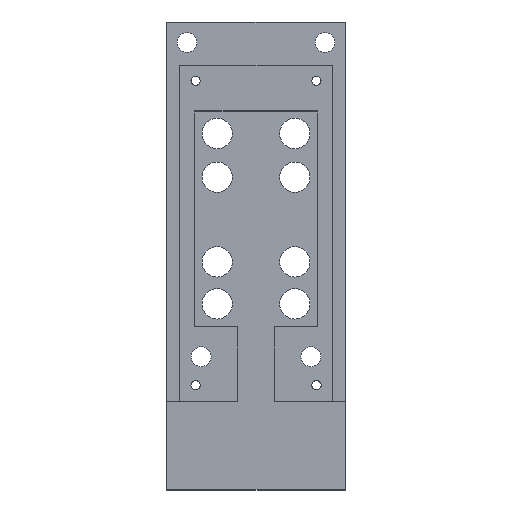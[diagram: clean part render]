
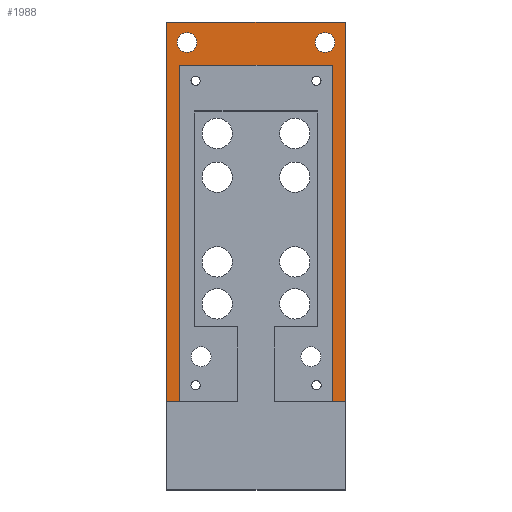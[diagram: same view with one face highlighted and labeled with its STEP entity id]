
A CAD part, top view. The second image highlights one B-rep face of the part: STEP entity #1988.
In plain terms, the highlighted planar face has unit normal (0, 0, 1).
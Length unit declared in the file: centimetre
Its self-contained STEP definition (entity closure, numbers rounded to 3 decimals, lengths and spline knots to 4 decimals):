
#6 = PLANE ( 'NONE',  #1807 ) ;
#82 = CARTESIAN_POINT ( 'NONE',  ( 3.165, 8.02, 0.3 ) ) ;
#139 = LINE ( 'NONE', #1088, #998 ) ;
#163 = CARTESIAN_POINT ( 'NONE',  ( 2.645, 7.67, 0.3 ) ) ;
#164 = ORIENTED_EDGE ( 'NONE', *, *, #313, .T. ) ;
#174 = CARTESIAN_POINT ( 'NONE',  ( 2.815, 7.67, 0.3 ) ) ;
#182 = DIRECTION ( 'NONE',  ( 0., 0., 1. ) ) ;
#201 = ORIENTED_EDGE ( 'NONE', *, *, #1814, .F. ) ;
#222 = DIRECTION ( 'NONE',  ( 1., 0., 0. ) ) ;
#233 = CARTESIAN_POINT ( 'NONE',  ( 0., 1.52, 0.3 ) ) ;
#245 = LINE ( 'NONE', #233, #690 ) ;
#259 = AXIS2_PLACEMENT_3D ( 'NONE', #2147, #505, #1966 ) ;
#269 = CARTESIAN_POINT ( 'NONE',  ( 0.1, 8.02, 0.3 ) ) ;
#296 = VERTEX_POINT ( 'NONE', #2263 ) ;
#313 = EDGE_CURVE ( 'NONE', #1924, #1885, #1368, .T. ) ;
#357 = DIRECTION ( 'NONE',  ( 1., 0., 0. ) ) ;
#441 = CARTESIAN_POINT ( 'NONE',  ( 0.33, 0., 0.3 ) ) ;
#445 = CARTESIAN_POINT ( 'NONE',  ( 0.62, 7.67, 0.3 ) ) ;
#447 = ORIENTED_EDGE ( 'NONE', *, *, #916, .T. ) ;
#475 = AXIS2_PLACEMENT_3D ( 'NONE', #2071, #755, #222 ) ;
#480 = DIRECTION ( 'NONE',  ( 0., -1., 0. ) ) ;
#491 = DIRECTION ( 'NONE',  ( 1., 0., 0. ) ) ;
#505 = DIRECTION ( 'NONE',  ( 0., 0., 1. ) ) ;
#518 = DIRECTION ( 'NONE',  ( 0., -1., 0. ) ) ;
#538 = AXIS2_PLACEMENT_3D ( 'NONE', #174, #917, #357 ) ;
#562 = ORIENTED_EDGE ( 'NONE', *, *, #1606, .T. ) ;
#618 = CARTESIAN_POINT ( 'NONE',  ( 0., 8.02, 0.3 ) ) ;
#621 = FACE_OUTER_BOUND ( 'NONE', #760, .T. ) ;
#690 = VECTOR ( 'NONE', #1312, 100. ) ;
#735 = VERTEX_POINT ( 'NONE', #1760 ) ;
#755 = DIRECTION ( 'NONE',  ( 0., 0., 1. ) ) ;
#760 = EDGE_LOOP ( 'NONE', ( #164, #1690, #1361, #954, #1779, #1121, #447, #562 ) ) ;
#766 = CIRCLE ( 'NONE', #259, 0.17 ) ;
#772 = CIRCLE ( 'NONE', #538, 0.17 ) ;
#787 = EDGE_CURVE ( 'NONE', #1741, #1676, #139, .T. ) ;
#820 = EDGE_CURVE ( 'NONE', #2333, #1735, #766, .T. ) ;
#861 = CARTESIAN_POINT ( 'NONE',  ( 0.33, 7.28, 0.3 ) ) ;
#916 = EDGE_CURVE ( 'NONE', #1241, #735, #245, .T. ) ;
#917 = DIRECTION ( 'NONE',  ( 0., 0., 1. ) ) ;
#936 = EDGE_CURVE ( 'NONE', #1735, #2333, #2120, .T. ) ;
#939 = ORIENTED_EDGE ( 'NONE', *, *, #820, .F. ) ;
#946 = CARTESIAN_POINT ( 'NONE',  ( 0.33, 1.52, 0.3 ) ) ;
#954 = ORIENTED_EDGE ( 'NONE', *, *, #1846, .F. ) ;
#998 = VECTOR ( 'NONE', #1835, 100. ) ;
#1000 = VECTOR ( 'NONE', #491, 100. ) ;
#1038 = CARTESIAN_POINT ( 'NONE',  ( 2.935, 0., 0.3 ) ) ;
#1073 = VECTOR ( 'NONE', #1715, 100. ) ;
#1088 = CARTESIAN_POINT ( 'NONE',  ( 0.33, 7.28, 0.3 ) ) ;
#1121 = ORIENTED_EDGE ( 'NONE', *, *, #1689, .T. ) ;
#1150 = CARTESIAN_POINT ( 'NONE',  ( 0., 0., 0.3 ) ) ;
#1161 = DIRECTION ( 'NONE',  ( 0., 1., 0. ) ) ;
#1162 = CARTESIAN_POINT ( 'NONE',  ( 2.815, 7.67, 0.3 ) ) ;
#1187 = EDGE_CURVE ( 'NONE', #1851, #2013, #1594, .T. ) ;
#1225 = CARTESIAN_POINT ( 'NONE',  ( 0.28, 7.67, 0.3 ) ) ;
#1241 = VERTEX_POINT ( 'NONE', #2000 ) ;
#1258 = ORIENTED_EDGE ( 'NONE', *, *, #2059, .F. ) ;
#1265 = LINE ( 'NONE', #1038, #1639 ) ;
#1303 = ORIENTED_EDGE ( 'NONE', *, *, #936, .F. ) ;
#1312 = DIRECTION ( 'NONE',  ( 1., 0., 0. ) ) ;
#1321 = EDGE_LOOP ( 'NONE', ( #939, #1303 ) ) ;
#1345 = CARTESIAN_POINT ( 'NONE',  ( 3.165, 0., 0.3 ) ) ;
#1361 = ORIENTED_EDGE ( 'NONE', *, *, #1187, .T. ) ;
#1368 = LINE ( 'NONE', #618, #1073 ) ;
#1540 = FACE_BOUND ( 'NONE', #1321, .T. ) ;
#1545 = EDGE_LOOP ( 'NONE', ( #201, #1258 ) ) ;
#1594 = LINE ( 'NONE', #2290, #1000 ) ;
#1606 = EDGE_CURVE ( 'NONE', #735, #1924, #2309, .T. ) ;
#1639 = VECTOR ( 'NONE', #518, 100. ) ;
#1676 = VERTEX_POINT ( 'NONE', #2323 ) ;
#1689 = EDGE_CURVE ( 'NONE', #1676, #1241, #1265, .T. ) ;
#1690 = ORIENTED_EDGE ( 'NONE', *, *, #2295, .T. ) ;
#1715 = DIRECTION ( 'NONE',  ( -1., 0., 0. ) ) ;
#1735 = VERTEX_POINT ( 'NONE', #1225 ) ;
#1741 = VERTEX_POINT ( 'NONE', #861 ) ;
#1760 = CARTESIAN_POINT ( 'NONE',  ( 3.165, 1.52, 0.3 ) ) ;
#1779 = ORIENTED_EDGE ( 'NONE', *, *, #787, .T. ) ;
#1807 = AXIS2_PLACEMENT_3D ( 'NONE', #1150, #2255, #2045 ) ;
#1814 = EDGE_CURVE ( 'NONE', #296, #2313, #772, .T. ) ;
#1821 = CARTESIAN_POINT ( 'NONE',  ( 0.1, 0., 0.3 ) ) ;
#1835 = DIRECTION ( 'NONE',  ( 1., 0., 0. ) ) ;
#1842 = AXIS2_PLACEMENT_3D ( 'NONE', #1162, #182, #1857 ) ;
#1846 = EDGE_CURVE ( 'NONE', #1741, #2013, #2121, .T. ) ;
#1851 = VERTEX_POINT ( 'NONE', #1918 ) ;
#1857 = DIRECTION ( 'NONE',  ( 1., 0., 0. ) ) ;
#1885 = VERTEX_POINT ( 'NONE', #269 ) ;
#1918 = CARTESIAN_POINT ( 'NONE',  ( 0.1, 1.52, 0.3 ) ) ;
#1924 = VERTEX_POINT ( 'NONE', #82 ) ;
#1925 = VECTOR ( 'NONE', #480, 100. ) ;
#1966 = DIRECTION ( 'NONE',  ( 1., 0., 0. ) ) ;
#1975 = VECTOR ( 'NONE', #1161, 100. ) ;
#1988 = ADVANCED_FACE ( 'NONE', ( #1540, #2267, #621 ), #6, .T. ) ;
#2000 = CARTESIAN_POINT ( 'NONE',  ( 2.935, 1.52, 0.3 ) ) ;
#2013 = VERTEX_POINT ( 'NONE', #946 ) ;
#2045 = DIRECTION ( 'NONE',  ( 1., 0., 0. ) ) ;
#2059 = EDGE_CURVE ( 'NONE', #2313, #296, #2344, .T. ) ;
#2071 = CARTESIAN_POINT ( 'NONE',  ( 0.45, 7.67, 0.3 ) ) ;
#2120 = CIRCLE ( 'NONE', #475, 0.17 ) ;
#2121 = LINE ( 'NONE', #441, #1925 ) ;
#2142 = DIRECTION ( 'NONE',  ( 0., -1., 0. ) ) ;
#2147 = CARTESIAN_POINT ( 'NONE',  ( 0.45, 7.67, 0.3 ) ) ;
#2154 = LINE ( 'NONE', #1821, #2346 ) ;
#2255 = DIRECTION ( 'NONE',  ( 0., 0., 1. ) ) ;
#2263 = CARTESIAN_POINT ( 'NONE',  ( 2.985, 7.67, 0.3 ) ) ;
#2267 = FACE_BOUND ( 'NONE', #1545, .T. ) ;
#2290 = CARTESIAN_POINT ( 'NONE',  ( 0., 1.52, 0.3 ) ) ;
#2295 = EDGE_CURVE ( 'NONE', #1885, #1851, #2154, .T. ) ;
#2309 = LINE ( 'NONE', #1345, #1975 ) ;
#2313 = VERTEX_POINT ( 'NONE', #163 ) ;
#2323 = CARTESIAN_POINT ( 'NONE',  ( 2.935, 7.28, 0.3 ) ) ;
#2333 = VERTEX_POINT ( 'NONE', #445 ) ;
#2344 = CIRCLE ( 'NONE', #1842, 0.17 ) ;
#2346 = VECTOR ( 'NONE', #2142, 100. ) ;
